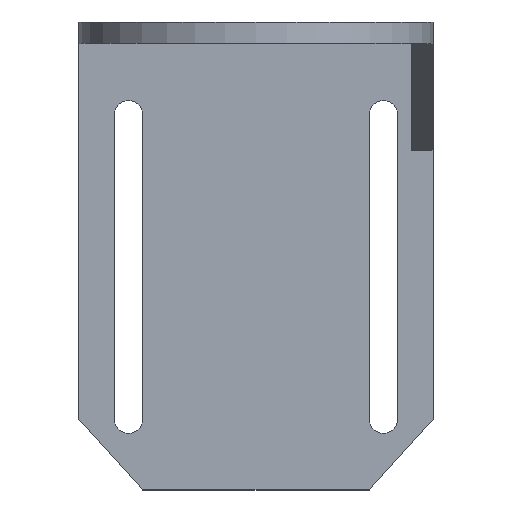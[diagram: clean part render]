
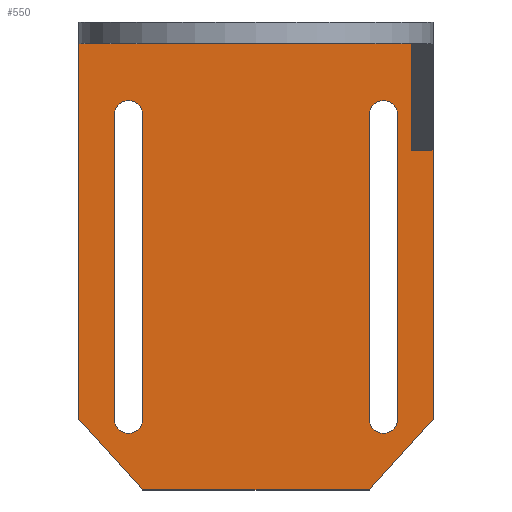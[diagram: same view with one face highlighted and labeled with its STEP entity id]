
A CAD part, top view. The second image highlights one B-rep face of the part: STEP entity #550.
In plain terms, the highlighted planar face has unit normal (0, 0, 1).
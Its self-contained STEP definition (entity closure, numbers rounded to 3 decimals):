
#15=FACE_BOUND('',#78,.T.);
#16=FACE_BOUND('',#79,.T.);
#33=PLANE('',#593);
#50=FACE_OUTER_BOUND('',#77,.T.);
#77=EDGE_LOOP('',(#395,#396,#397,#398,#399,#400,#401,#402,#403,#404));
#78=EDGE_LOOP('',(#405,#406,#407,#408));
#79=EDGE_LOOP('',(#409,#410,#411,#412));
#118=LINE('',#807,#174);
#124=LINE('',#819,#180);
#126=LINE('',#822,#182);
#127=LINE('',#825,#183);
#128=LINE('',#827,#184);
#129=LINE('',#829,#185);
#130=LINE('',#831,#186);
#131=LINE('',#833,#187);
#132=LINE('',#835,#188);
#133=LINE('',#836,#189);
#134=LINE('',#841,#190);
#135=LINE('',#844,#191);
#136=LINE('',#849,#192);
#137=LINE('',#852,#193);
#174=VECTOR('',#649,10.);
#180=VECTOR('',#657,10.);
#182=VECTOR('',#661,10.);
#183=VECTOR('',#664,10.);
#184=VECTOR('',#665,10.);
#185=VECTOR('',#666,10.);
#186=VECTOR('',#667,10.);
#187=VECTOR('',#668,10.);
#188=VECTOR('',#669,10.);
#189=VECTOR('',#670,10.);
#190=VECTOR('',#673,10.);
#191=VECTOR('',#676,10.);
#192=VECTOR('',#679,10.);
#193=VECTOR('',#682,10.);
#229=CIRCLE('',#594,2.);
#230=CIRCLE('',#595,2.);
#231=CIRCLE('',#596,2.);
#232=CIRCLE('',#597,2.);
#254=VERTEX_POINT('',#804);
#255=VERTEX_POINT('',#806);
#258=VERTEX_POINT('',#813);
#260=VERTEX_POINT('',#817);
#261=VERTEX_POINT('',#824);
#262=VERTEX_POINT('',#826);
#263=VERTEX_POINT('',#828);
#264=VERTEX_POINT('',#830);
#265=VERTEX_POINT('',#832);
#266=VERTEX_POINT('',#834);
#267=VERTEX_POINT('',#837);
#268=VERTEX_POINT('',#838);
#269=VERTEX_POINT('',#840);
#270=VERTEX_POINT('',#842);
#271=VERTEX_POINT('',#845);
#272=VERTEX_POINT('',#846);
#273=VERTEX_POINT('',#848);
#274=VERTEX_POINT('',#850);
#306=EDGE_CURVE('',#255,#254,#118,.T.);
#312=EDGE_CURVE('',#258,#260,#124,.T.);
#314=EDGE_CURVE('',#260,#255,#126,.T.);
#315=EDGE_CURVE('',#254,#261,#127,.T.);
#316=EDGE_CURVE('',#262,#261,#128,.T.);
#317=EDGE_CURVE('',#262,#263,#129,.T.);
#318=EDGE_CURVE('',#263,#264,#130,.T.);
#319=EDGE_CURVE('',#264,#265,#131,.T.);
#320=EDGE_CURVE('',#265,#266,#132,.T.);
#321=EDGE_CURVE('',#266,#258,#133,.T.);
#322=EDGE_CURVE('',#267,#268,#229,.T.);
#323=EDGE_CURVE('',#268,#269,#134,.T.);
#324=EDGE_CURVE('',#269,#270,#230,.T.);
#325=EDGE_CURVE('',#270,#267,#135,.T.);
#326=EDGE_CURVE('',#271,#272,#231,.T.);
#327=EDGE_CURVE('',#272,#273,#136,.T.);
#328=EDGE_CURVE('',#273,#274,#232,.T.);
#329=EDGE_CURVE('',#274,#271,#137,.T.);
#395=ORIENTED_EDGE('',*,*,#312,.T.);
#396=ORIENTED_EDGE('',*,*,#314,.T.);
#397=ORIENTED_EDGE('',*,*,#306,.T.);
#398=ORIENTED_EDGE('',*,*,#315,.T.);
#399=ORIENTED_EDGE('',*,*,#316,.F.);
#400=ORIENTED_EDGE('',*,*,#317,.T.);
#401=ORIENTED_EDGE('',*,*,#318,.T.);
#402=ORIENTED_EDGE('',*,*,#319,.T.);
#403=ORIENTED_EDGE('',*,*,#320,.T.);
#404=ORIENTED_EDGE('',*,*,#321,.T.);
#405=ORIENTED_EDGE('',*,*,#322,.T.);
#406=ORIENTED_EDGE('',*,*,#323,.T.);
#407=ORIENTED_EDGE('',*,*,#324,.T.);
#408=ORIENTED_EDGE('',*,*,#325,.T.);
#409=ORIENTED_EDGE('',*,*,#326,.T.);
#410=ORIENTED_EDGE('',*,*,#327,.T.);
#411=ORIENTED_EDGE('',*,*,#328,.T.);
#412=ORIENTED_EDGE('',*,*,#329,.T.);
#550=ADVANCED_FACE('',(#50,#15,#16),#33,.T.);
#593=AXIS2_PLACEMENT_3D('',#823,#662,#663);
#594=AXIS2_PLACEMENT_3D('',#839,#671,#672);
#595=AXIS2_PLACEMENT_3D('',#843,#674,#675);
#596=AXIS2_PLACEMENT_3D('',#847,#677,#678);
#597=AXIS2_PLACEMENT_3D('',#851,#680,#681);
#649=DIRECTION('',(1.,0.,0.));
#657=DIRECTION('',(-1.,0.,0.));
#661=DIRECTION('',(0.,1.,0.));
#662=DIRECTION('center_axis',(0.,0.,
1.));
#663=DIRECTION('ref_axis',(0.,-1.,0.));
#664=DIRECTION('',(0.,1.,0.));
#665=DIRECTION('',(1.,0.,0.));
#666=DIRECTION('',(0.,-1.,0.));
#667=DIRECTION('',(0.669,-0.743,0.));
#668=DIRECTION('',(1.,0.,0.));
#669=DIRECTION('',(0.669,0.743,0.));
#670=DIRECTION('',(0.,1.,0.));
#671=DIRECTION('center_axis',(0.,0.,
-1.));
#672=DIRECTION('ref_axis',(1.,0.,0.));
#673=DIRECTION('',(0.,-1.,0.));
#674=DIRECTION('center_axis',(0.,0.,
-1.));
#675=DIRECTION('ref_axis',(-1.,0.001,0.));
#676=DIRECTION('',(0.,1.,0.));
#677=DIRECTION('center_axis',(0.,0.,
-1.));
#678=DIRECTION('ref_axis',(1.,-0.001,0.));
#679=DIRECTION('',(0.,-1.,0.));
#680=DIRECTION('center_axis',(0.,0.,
-1.));
#681=DIRECTION('ref_axis',(-1.,0.,0.));
#682=DIRECTION('',(0.,1.,0.));
#804=CARTESIAN_POINT('',(24.977,24.567,3.));
#806=CARTESIAN_POINT('',(21.977,24.567,3.));
#807=CARTESIAN_POINT('',(12.477,24.567,3.));
#813=CARTESIAN_POINT('',(24.977,14.567,3.));
#817=CARTESIAN_POINT('',(21.977,14.567,3.));
#819=CARTESIAN_POINT('',(12.477,14.567,3.));
#822=CARTESIAN_POINT('',(21.977,10.067,3.));
#823=CARTESIAN_POINT('Origin',(-0.023,-1.933,3.));
#824=CARTESIAN_POINT('',(24.977,29.567,3.));
#825=CARTESIAN_POINT('',(24.977,-23.432,3.));
#826=CARTESIAN_POINT('',(-25.023,29.567,3.));
#827=CARTESIAN_POINT('',(24.977,29.567,3.));
#828=CARTESIAN_POINT('',(-25.023,-23.432,3.));
#829=CARTESIAN_POINT('',(-25.023,-23.432,3.));
#830=CARTESIAN_POINT('',(-16.023,-33.433,3.));
#831=CARTESIAN_POINT('',(-25.023,-23.432,3.));
#832=CARTESIAN_POINT('',(15.977,-33.433,3.));
#833=CARTESIAN_POINT('',(15.977,-33.433,3.));
#834=CARTESIAN_POINT('',(24.977,-23.432,3.));
#835=CARTESIAN_POINT('',(24.977,-23.432,3.));
#836=CARTESIAN_POINT('',(24.977,-23.432,3.));
#837=CARTESIAN_POINT('',(-20.023,19.568,3.));
#838=CARTESIAN_POINT('',(-16.023,19.567,3.));
#839=CARTESIAN_POINT('Origin',(-18.023,19.567,3.));
#840=CARTESIAN_POINT('',(-16.023,-23.433,3.));
#841=CARTESIAN_POINT('',(-16.023,19.567,3.));
#842=CARTESIAN_POINT('',(-20.023,-23.434,3.));
#843=CARTESIAN_POINT('Origin',(-18.023,-23.433,3.));
#844=CARTESIAN_POINT('',(-20.023,19.568,3.));
#845=CARTESIAN_POINT('',(15.977,19.567,3.));
#846=CARTESIAN_POINT('',(19.977,19.566,3.));
#847=CARTESIAN_POINT('Origin',(17.977,19.567,3.));
#848=CARTESIAN_POINT('',(19.977,-23.432,3.));
#849=CARTESIAN_POINT('',(19.977,19.568,3.));
#850=CARTESIAN_POINT('',(15.977,-23.433,3.));
#851=CARTESIAN_POINT('Origin',(17.977,-23.433,3.));
#852=CARTESIAN_POINT('',(15.977,19.567,3.));
